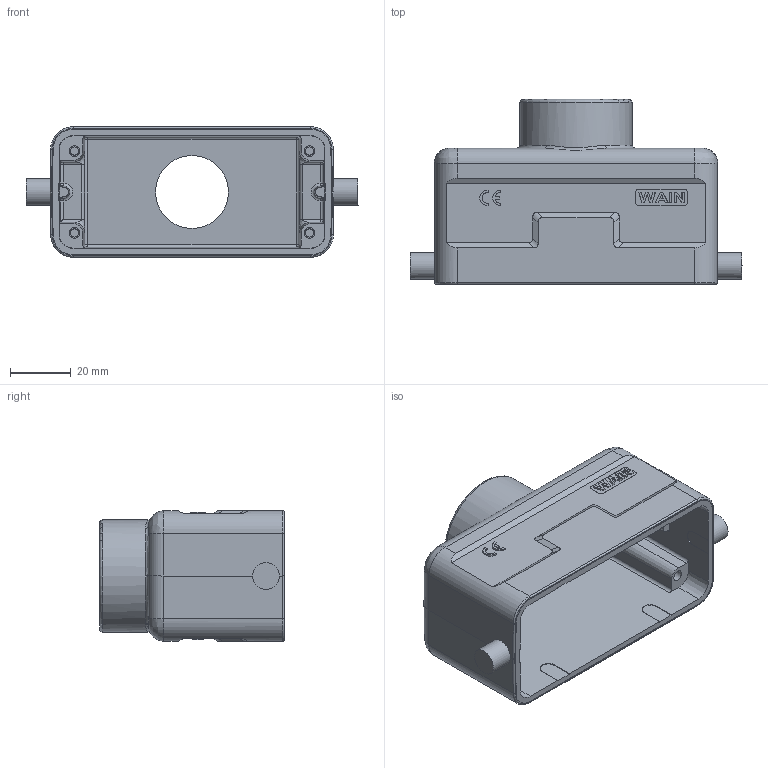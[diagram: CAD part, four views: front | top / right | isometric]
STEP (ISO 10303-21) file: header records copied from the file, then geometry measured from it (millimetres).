
FILE_DESCRIPTION(/* description */ (''),/* implementation_level */ '2;1');
FILE_NAME(/* name */ '21.stp',/* time_stamp */ '2023-12-05T16:08:39+08:00',/* author */ (''),/* organization */ (''),/* preprocessor_version */ 'ST-DEVELOPER v18.1',/* originating_system */ 'SIEMENS PLM Software NX 1980',/* authorisation */ '');
FILE_SCHEMA (('AP203_CONFIGURATION_CONTROLLED_3D_DESIGN_OF_MECHANICAL_PARTS_AND_ASSEMBLIES_MIM_LF { 1 0 10303 403 2 1 2}'));
Length unit declared in the file: millimetre
Products named in the file (1): 3D_1241164101001_WV16B-TE-2B-M25_V1.0_stp
Bounding box: 109.5 x 61 x 43 mm (x, y, z)
Volume: 56668 mm3; surface area: 32301 mm2
Topology: 1 solids, 1 shells, 324 faces, 825 edges, 517 vertices
Faces by surface type: plane 192, cylinder 89, bspline 14, sphere 11, cone 11, torus 7
Full cylindrical faces by diameter (mm): 2.72 x4, 3.5 x4, 8.8 x2, 24 x1, 26.9 x1, 37 x1
Entity records: 10702 total; most frequent: CARTESIAN_POINT 2799, DIRECTION 1607, ORIENTED_EDGE 1594, EDGE_CURVE 797, LINE 561, VECTOR 561, AXIS2_PLACEMENT_3D 523, VERTEX_POINT 515
